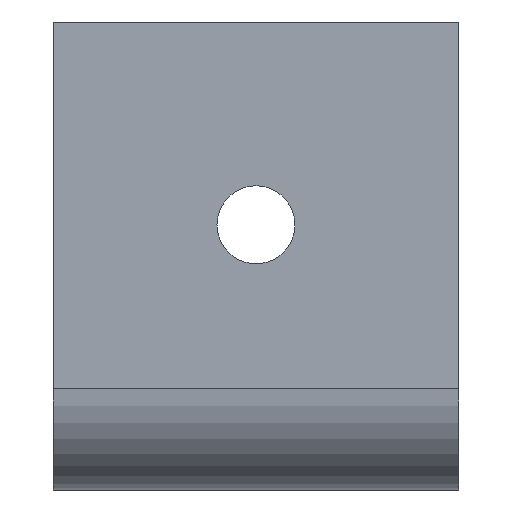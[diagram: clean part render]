
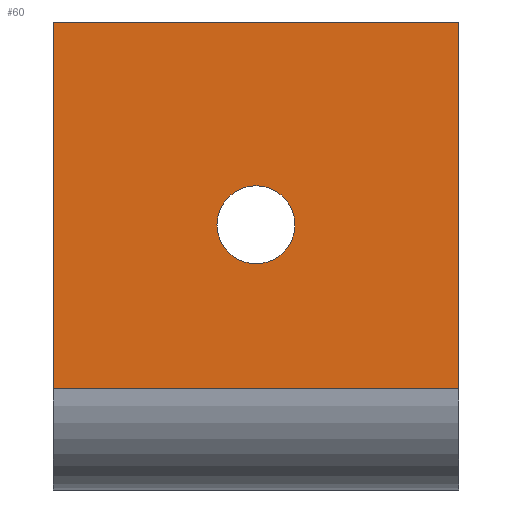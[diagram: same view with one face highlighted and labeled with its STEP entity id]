
A CAD part, left-side view. The second image highlights one B-rep face of the part: STEP entity #60.
In plain terms, the highlighted planar face has unit normal (-1, 0, 0).
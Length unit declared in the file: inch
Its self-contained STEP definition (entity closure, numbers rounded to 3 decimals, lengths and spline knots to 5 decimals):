
#60=ADVANCED_FACE('',(#120,#121),#122,.T.);
#120=FACE_BOUND('',#185,.T.);
#121=FACE_OUTER_BOUND('',#186,.T.);
#122=PLANE('',#187);
#185=EDGE_LOOP('',(#269,#270));
#186=EDGE_LOOP('',(#271,#272,#273,#274));
#187=AXIS2_PLACEMENT_3D('',#275,#276,#277);
#269=ORIENTED_EDGE('',*,*,#359,.T.);
#270=ORIENTED_EDGE('',*,*,#373,.T.);
#271=ORIENTED_EDGE('',*,*,#380,.T.);
#272=ORIENTED_EDGE('',*,*,#381,.F.);
#273=ORIENTED_EDGE('',*,*,#382,.F.);
#274=ORIENTED_EDGE('',*,*,#383,.T.);
#275=CARTESIAN_POINT('',(0.0,1.625,1.14063));
#276=DIRECTION('',(-1.0,0.0,0.0));
#277=DIRECTION('',(0.0,0.0,-1.0));
#359=EDGE_CURVE('',#412,#409,#413,.T.);
#373=EDGE_CURVE('',#409,#412,#434,.T.);
#380=EDGE_CURVE('',#445,#446,#447,.T.);
#381=EDGE_CURVE('',#448,#446,#449,.T.);
#382=EDGE_CURVE('',#450,#448,#451,.T.);
#383=EDGE_CURVE('',#450,#445,#452,.T.);
#409=VERTEX_POINT('',#484);
#412=VERTEX_POINT('',#488);
#413=CIRCLE('',#489,0.15625);
#434=CIRCLE('',#516,0.15625);
#445=VERTEX_POINT('',#531);
#446=VERTEX_POINT('',#532);
#447=LINE('',#533,#534);
#448=VERTEX_POINT('',#535);
#449=LINE('',#536,#537);
#450=VERTEX_POINT('',#538);
#451=LINE('',#539,#540);
#452=LINE('',#541,#542);
#484=CARTESIAN_POINT('',(0.0,0.65625,1.0625));
#488=CARTESIAN_POINT('',(0.0,0.96875,1.0625));
#489=AXIS2_PLACEMENT_3D('',#583,#584,#585);
#516=AXIS2_PLACEMENT_3D('',#604,#605,#606);
#531=CARTESIAN_POINT('',(0.0,0.0,0.40625));
#532=CARTESIAN_POINT('',(0.0,0.0,1.875));
#533=CARTESIAN_POINT('',(0.0,0.0,0.40625));
#534=VECTOR('',#611,1.0);
#535=CARTESIAN_POINT('',(0.0,1.625,1.875));
#536=CARTESIAN_POINT('',(0.0,1.625,1.875));
#537=VECTOR('',#612,1.0);
#538=CARTESIAN_POINT('',(0.0,1.625,0.40625));
#539=CARTESIAN_POINT('',(0.0,1.625,0.40625));
#540=VECTOR('',#613,1.0);
#541=CARTESIAN_POINT('',(0.0,1.625,0.40625));
#542=VECTOR('',#614,1.0);
#583=CARTESIAN_POINT('',(0.0,0.8125,1.0625));
#584=DIRECTION('',(1.0,0.0,0.0));
#585=DIRECTION('',(0.0,-1.0,0.0));
#604=CARTESIAN_POINT('',(0.0,0.8125,1.0625));
#605=DIRECTION('',(1.0,0.0,0.0));
#606=DIRECTION('',(0.0,-1.0,0.0));
#611=DIRECTION('',(0.0,0.0,1.0));
#612=DIRECTION('',(0.0,-1.0,0.0));
#613=DIRECTION('',(0.0,0.0,1.0));
#614=DIRECTION('',(0.0,-1.0,0.0));
